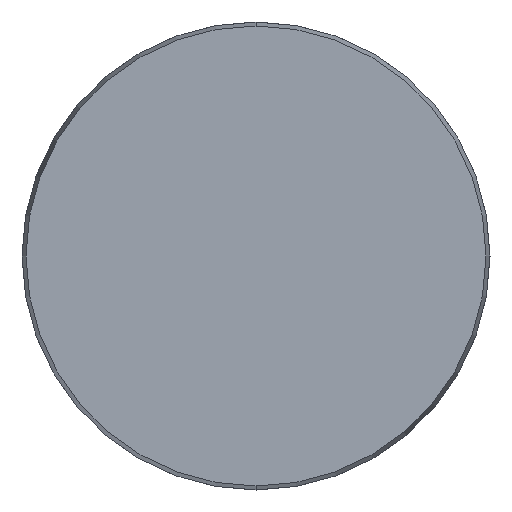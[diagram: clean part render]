
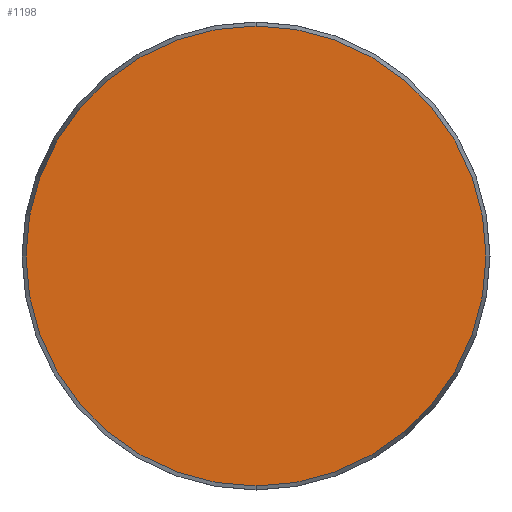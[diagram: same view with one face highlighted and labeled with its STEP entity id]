
A CAD part, front view. The second image highlights one B-rep face of the part: STEP entity #1198.
In plain terms, the highlighted planar face has unit normal (0, -1, 0).
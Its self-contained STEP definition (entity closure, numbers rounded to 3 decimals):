
#44 = AXIS2_PLACEMENT_3D ( 'NONE', #713, #495, #1119 ) ;
#68 = VERTEX_POINT ( 'NONE', #1265 ) ;
#285 = CIRCLE ( 'NONE', #44, 49.143 ) ;
#300 = CARTESIAN_POINT ( 'NONE',  ( 0., 0., -49.143 ) ) ;
#399 = CIRCLE ( 'NONE', #1262, 49.143 ) ;
#409 = AXIS2_PLACEMENT_3D ( 'NONE', #802, #822, #488 ) ;
#411 = CARTESIAN_POINT ( 'NONE',  ( 0., 0., 0. ) ) ;
#417 = PLANE ( 'NONE',  #409 ) ;
#431 = ORIENTED_EDGE ( 'NONE', *, *, #712, .T. ) ;
#448 = EDGE_LOOP ( 'NONE', ( #431, #1157 ) ) ;
#488 = DIRECTION ( 'NONE',  ( 0., 0., 1. ) ) ;
#495 = DIRECTION ( 'NONE',  ( 0., -1., 0. ) ) ;
#507 = DIRECTION ( 'NONE',  ( 0., -1., 0. ) ) ;
#598 = DIRECTION ( 'NONE',  ( 0., 0., -1. ) ) ;
#677 = EDGE_CURVE ( 'NONE', #696, #68, #285, .T. ) ;
#696 = VERTEX_POINT ( 'NONE', #300 ) ;
#712 = EDGE_CURVE ( 'NONE', #68, #696, #399, .T. ) ;
#713 = CARTESIAN_POINT ( 'NONE',  ( 0., 0., 0. ) ) ;
#802 = CARTESIAN_POINT ( 'NONE',  ( -49.143, 0., 0. ) ) ;
#822 = DIRECTION ( 'NONE',  ( 0., 1., 0. ) ) ;
#1119 = DIRECTION ( 'NONE',  ( 0., 0., -1. ) ) ;
#1157 = ORIENTED_EDGE ( 'NONE', *, *, #677, .T. ) ;
#1198 = ADVANCED_FACE ( 'NONE', ( #1322 ), #417, .F. ) ;
#1262 = AXIS2_PLACEMENT_3D ( 'NONE', #411, #507, #598 ) ;
#1265 = CARTESIAN_POINT ( 'NONE',  ( 0., 0., 49.143 ) ) ;
#1322 = FACE_OUTER_BOUND ( 'NONE', #448, .T. ) ;
